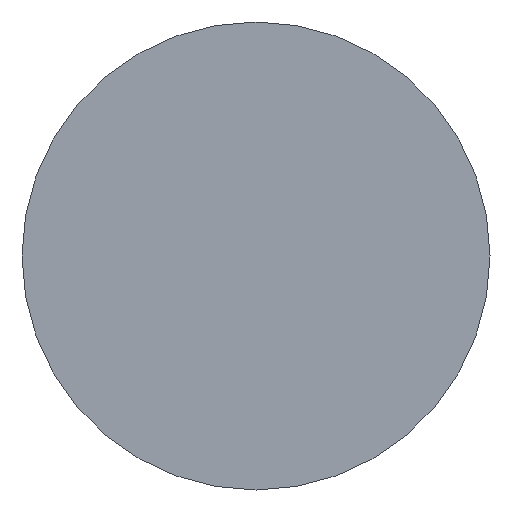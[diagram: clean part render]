
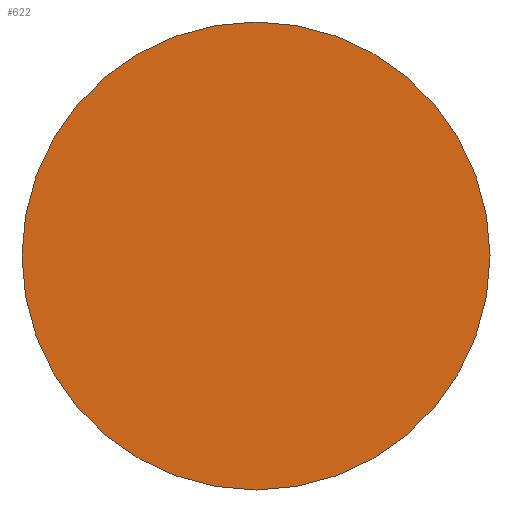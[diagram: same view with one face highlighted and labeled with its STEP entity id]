
A CAD part, left-side view. The second image highlights one B-rep face of the part: STEP entity #622.
In plain terms, the highlighted planar face has unit normal (-1, 0, 0).
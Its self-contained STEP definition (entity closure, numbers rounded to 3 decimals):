
#17 = CARTESIAN_POINT ( 'NONE',  ( -5.08, 0., 0. ) ) ;
#116 = ORIENTED_EDGE ( 'NONE', *, *, #531, .F. ) ;
#117 = DIRECTION ( 'NONE',  ( 0., -1., 0. ) ) ;
#173 = FACE_OUTER_BOUND ( 'NONE', #527, .T. ) ;
#238 = AXIS2_PLACEMENT_3D ( 'NONE', #422, #417, #117 ) ;
#256 = CIRCLE ( 'NONE', #633, 2.375 ) ;
#290 = CARTESIAN_POINT ( 'NONE',  ( -5.08, 2.375, 0. ) ) ;
#298 = DIRECTION ( 'NONE',  ( 0., 1., 0. ) ) ;
#319 = PLANE ( 'NONE',  #238 ) ;
#321 = CARTESIAN_POINT ( 'NONE',  ( -5.08, -2.375, 0. ) ) ;
#380 = EDGE_CURVE ( 'NONE', #446, #800, #889, .T. ) ;
#417 = DIRECTION ( 'NONE',  ( -1., 0., 0. ) ) ;
#422 = CARTESIAN_POINT ( 'NONE',  ( -5.08, 0., 0. ) ) ;
#429 = CARTESIAN_POINT ( 'NONE',  ( -5.08, 0., 0. ) ) ;
#433 = DIRECTION ( 'NONE',  ( 0., 1., 0. ) ) ;
#446 = VERTEX_POINT ( 'NONE', #290 ) ;
#468 = AXIS2_PLACEMENT_3D ( 'NONE', #429, #512, #433 ) ;
#506 = ORIENTED_EDGE ( 'NONE', *, *, #380, .F. ) ;
#512 = DIRECTION ( 'NONE',  ( 1., 0., 0. ) ) ;
#527 = EDGE_LOOP ( 'NONE', ( #506, #116 ) ) ;
#531 = EDGE_CURVE ( 'NONE', #800, #446, #256, .T. ) ;
#622 = ADVANCED_FACE ( 'NONE', ( #173 ), #319, .T. ) ;
#633 = AXIS2_PLACEMENT_3D ( 'NONE', #17, #907, #298 ) ;
#800 = VERTEX_POINT ( 'NONE', #321 ) ;
#889 = CIRCLE ( 'NONE', #468, 2.375 ) ;
#907 = DIRECTION ( 'NONE',  ( 1., 0., 0. ) ) ;
